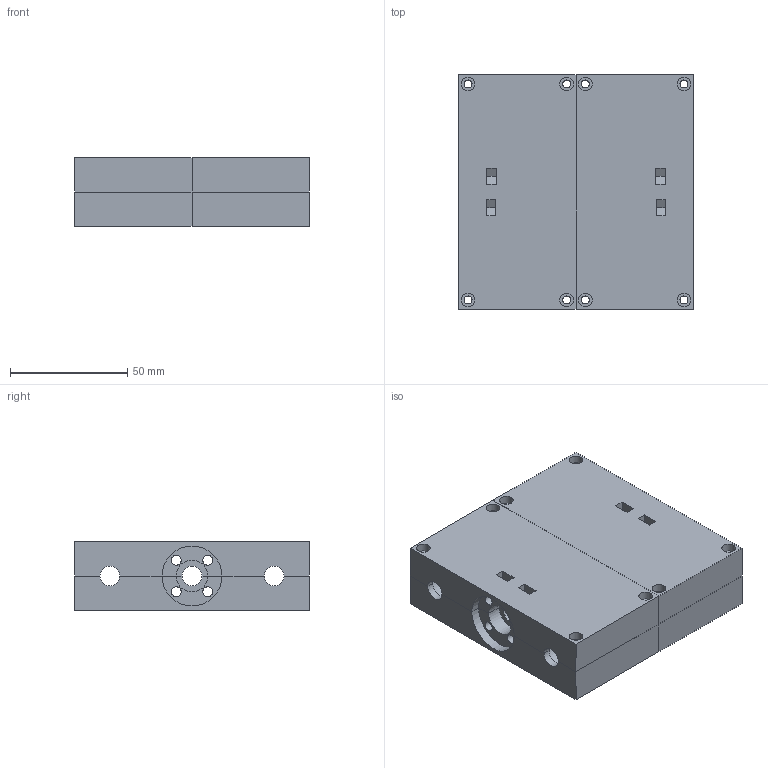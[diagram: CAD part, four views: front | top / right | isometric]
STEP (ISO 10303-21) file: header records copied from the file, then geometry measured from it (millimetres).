
FILE_DESCRIPTION(('FreeCAD Model'),'2;1');
FILE_NAME( 'x-carriage-back.step', '2020-03-08T17:00:13',('Author'),(''), 'Open CASCADE STEP processor 7.3','FreeCAD','Unknown');
FILE_SCHEMA(('AUTOMOTIVE_DESIGN { 1 0 10303 214 1 1 1 1 }'));
Length unit declared in the file: millimetre
Products named in the file (1): x-carriage-back
Bounding box: 100 x 100 x 29 mm (x, y, z)
Volume: 246496.6 mm3; surface area: 51515.8 mm2
Topology: 1 solids, 1 shells, 204 faces, 464 edges, 280 vertices
Faces by surface type: plane 120, cylinder 84
Full cylindrical faces by diameter (mm): 3.4 x16, 4.2 x16, 5.45 x8, 5.8 x8
Entity records: 13324 total; most frequent: CARTESIAN_POINT 2274, DIRECTION 1845, LINE 1061, VECTOR 1061, ORIENTED_EDGE 928, PCURVE 928, DEFINITIONAL_REPRESENTATION 928, EDGE_CURVE 464
